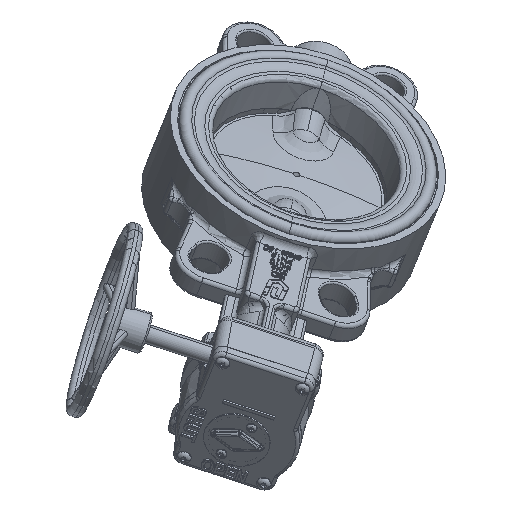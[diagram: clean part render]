
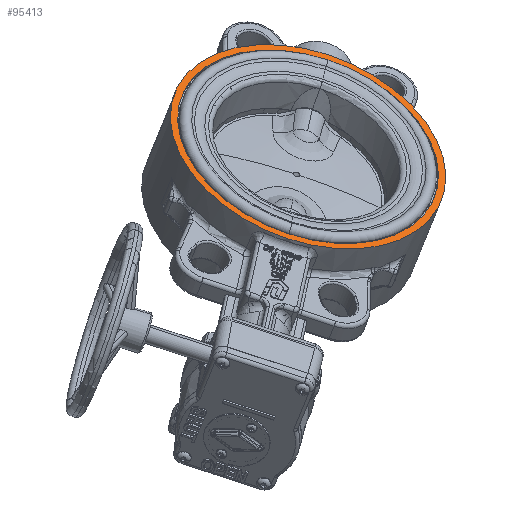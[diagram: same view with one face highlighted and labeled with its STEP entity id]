
A CAD part, front view. The second image highlights one B-rep face of the part: STEP entity #95413.
In plain terms, the highlighted face is planar.
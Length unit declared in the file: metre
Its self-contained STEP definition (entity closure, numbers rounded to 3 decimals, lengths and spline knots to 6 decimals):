
#8270 = ORIENTED_EDGE ( 'NONE', *, *, #24740, .F. ) ;
#13409 = DIRECTION ( 'NONE',  ( 0., 0., 1. ) ) ;
#13916 = CARTESIAN_POINT ( 'NONE',  ( 0.026, 0., 0.075 ) ) ;
#14036 = FACE_BOUND ( 'NONE', #117598, .T. ) ;
#14824 = VERTEX_POINT ( 'NONE', #112955 ) ;
#17916 = CIRCLE ( 'NONE', #22098, 0.075 ) ;
#19239 = ORIENTED_EDGE ( 'NONE', *, *, #88889, .F. ) ;
#22002 = VERTEX_POINT ( 'NONE', #122369 ) ;
#22098 = AXIS2_PLACEMENT_3D ( 'NONE', #114718, #87270, #46854 ) ;
#24740 = EDGE_CURVE ( 'NONE', #68095, #14824, #17916, .T. ) ;
#25131 = CARTESIAN_POINT ( 'NONE',  ( 0.026, 0.056, 0. ) ) ;
#25306 = EDGE_CURVE ( 'NONE', #22002, #26357, #103302, .T. ) ;
#26357 = VERTEX_POINT ( 'NONE', #108992 ) ;
#31808 = DIRECTION ( 'NONE',  ( 0., 0., 1. ) ) ;
#38246 = EDGE_CURVE ( 'NONE', #26357, #22002, #114715, .T. ) ;
#39775 = AXIS2_PLACEMENT_3D ( 'NONE', #61502, #41289, #71275 ) ;
#41289 = DIRECTION ( 'NONE',  ( -1., 0., 0. ) ) ;
#46854 = DIRECTION ( 'NONE',  ( 0., 0., 1. ) ) ;
#50122 = ORIENTED_EDGE ( 'NONE', *, *, #38246, .T. ) ;
#53074 = DIRECTION ( 'NONE',  ( 0., 0., 1. ) ) ;
#53567 = ORIENTED_EDGE ( 'NONE', *, *, #25306, .T. ) ;
#53580 = CARTESIAN_POINT ( 'NONE',  ( 0.026, 0., 0. ) ) ;
#61433 = CIRCLE ( 'NONE', #78092, 0.075 ) ;
#61502 = CARTESIAN_POINT ( 'NONE',  ( 0.026, 0., 0. ) ) ;
#64029 = DIRECTION ( 'NONE',  ( -1., 0., 0. ) ) ;
#68095 = VERTEX_POINT ( 'NONE', #13916 ) ;
#71275 = DIRECTION ( 'NONE',  ( 0., 0., 1. ) ) ;
#78092 = AXIS2_PLACEMENT_3D ( 'NONE', #120955, #90947, #53074 ) ;
#82442 = AXIS2_PLACEMENT_3D ( 'NONE', #53580, #64029, #31808 ) ;
#84790 = AXIS2_PLACEMENT_3D ( 'NONE', #25131, #94298, #13409 ) ;
#87270 = DIRECTION ( 'NONE',  ( -1., 0., 0. ) ) ;
#88889 = EDGE_CURVE ( 'NONE', #14824, #68095, #61433, .T. ) ;
#90947 = DIRECTION ( 'NONE',  ( -1., 0., 0. ) ) ;
#93005 = PLANE ( 'NONE',  #84790 ) ;
#94298 = DIRECTION ( 'NONE',  ( -1., 0., 0. ) ) ;
#95413 = ADVANCED_FACE ( 'NONE', ( #14036, #111904 ), #93005, .F. ) ;
#96066 = EDGE_LOOP ( 'NONE', ( #8270, #19239 ) ) ;
#103302 = CIRCLE ( 'NONE', #82442, 0.071 ) ;
#108992 = CARTESIAN_POINT ( 'NONE',  ( 0.026, 0., -0.071 ) ) ;
#111904 = FACE_OUTER_BOUND ( 'NONE', #96066, .T. ) ;
#112955 = CARTESIAN_POINT ( 'NONE',  ( 0.026, 0., -0.075 ) ) ;
#114715 = CIRCLE ( 'NONE', #39775, 0.071 ) ;
#114718 = CARTESIAN_POINT ( 'NONE',  ( 0.026, 0., 0. ) ) ;
#117598 = EDGE_LOOP ( 'NONE', ( #53567, #50122 ) ) ;
#120955 = CARTESIAN_POINT ( 'NONE',  ( 0.026, 0., 0. ) ) ;
#122369 = CARTESIAN_POINT ( 'NONE',  ( 0.026, 0., 0.071 ) ) ;
